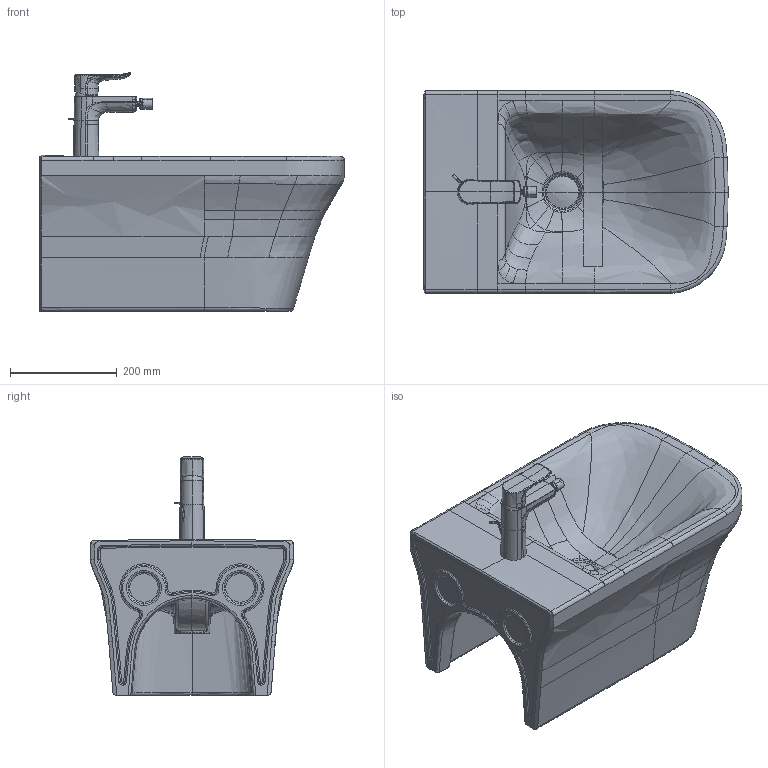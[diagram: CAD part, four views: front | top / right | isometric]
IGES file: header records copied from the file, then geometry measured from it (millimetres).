
Global section: file name: No Iges File Name specified; native system: Autodesk Inventor 2011; preprocessor: AutoDesk Inventor Iges Exporter R2011; author: Administrator; date: 20150715.171036; units: millimetre
Bounding box: 570.04 x 380.09 x 446.72 mm (x, y, z)
Volume: 22080533.7 mm3; surface area: 1196339.8 mm2
Topology: 13 solids, 13 shells, 1406 faces, 3817 edges, 2496 vertices
Faces by surface type: bspline 613, plane 541, revolution 138, cylinder 61, torus 26, cone 21, sphere 6
